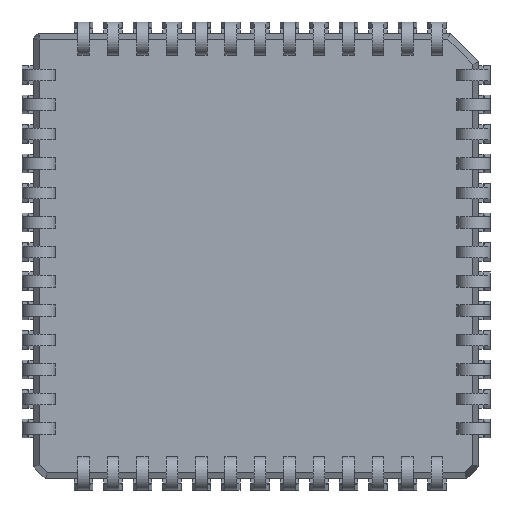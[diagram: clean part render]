
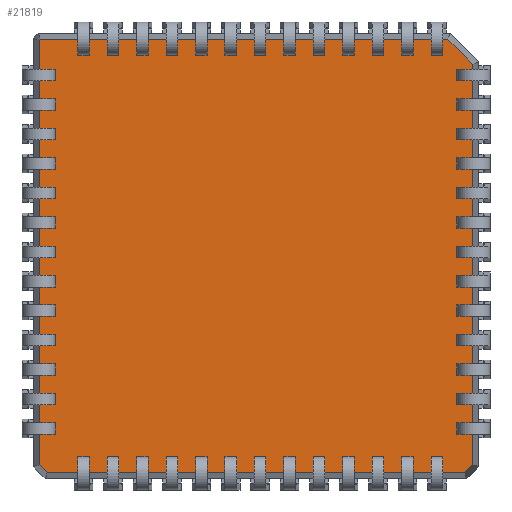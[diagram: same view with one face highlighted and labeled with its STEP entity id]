
A CAD part, front view. The second image highlights one B-rep face of the part: STEP entity #21819.
In plain terms, the highlighted planar face has unit normal (0, -1, 0).
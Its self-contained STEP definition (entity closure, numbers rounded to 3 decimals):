
#16=DIRECTION('',(-0.707,0.,-0.707));
#17=VECTOR('',#16,0.076);
#18=CARTESIAN_POINT('',(-9.296,-2.03,9.35));
#19=LINE('',#18,#17);
#24=DIRECTION('',(-1.,0.,0.));
#25=VECTOR('',#24,17.573);
#26=CARTESIAN_POINT('',(8.276,-2.03,9.35));
#27=LINE('',#26,#25);
#31=DIRECTION('',(-0.707,0.,0.707));
#32=VECTOR('',#31,1.518);
#33=CARTESIAN_POINT('',(9.35,-2.03,8.276));
#34=LINE('',#33,#32);
#38=DIRECTION('',(0.,0.,1.));
#39=VECTOR('',#38,17.273);
#40=CARTESIAN_POINT('',(9.35,-2.03,-8.996));
#41=LINE('',#40,#39);
#45=DIRECTION('',(0.707,0.,0.707));
#46=VECTOR('',#45,0.5);
#47=CARTESIAN_POINT('',(8.996,-2.03,-9.35));
#48=LINE('',#47,#46);
#52=DIRECTION('',(1.,0.,0.));
#53=VECTOR('',#52,17.993);
#54=CARTESIAN_POINT('',(-8.996,-2.03,-9.35));
#55=LINE('',#54,#53);
#59=DIRECTION('',(0.707,0.,-0.707));
#60=VECTOR('',#59,0.5);
#61=CARTESIAN_POINT('',(-9.35,-2.03,-8.996));
#62=LINE('',#61,#60);
#66=DIRECTION('',(0.,0.,-1.));
#67=VECTOR('',#66,18.293);
#68=CARTESIAN_POINT('',(-9.35,-2.03,9.296));
#69=LINE('',#68,#67);
#18536=CARTESIAN_POINT('',(-9.296,-2.03,9.35));
#18537=CARTESIAN_POINT('',(-9.35,-2.03,9.296));
#18538=VERTEX_POINT('',#18536);
#18539=VERTEX_POINT('',#18537);
#18542=CARTESIAN_POINT('',(-9.35,-2.03,-8.996));
#18543=VERTEX_POINT('',#18542);
#18544=CARTESIAN_POINT('',(-8.996,-2.03,-9.35));
#18545=VERTEX_POINT('',#18544);
#18546=CARTESIAN_POINT('',(8.996,-2.03,-9.35));
#18547=VERTEX_POINT('',#18546);
#18548=CARTESIAN_POINT('',(9.35,-2.03,-8.996));
#18549=VERTEX_POINT('',#18548);
#18550=CARTESIAN_POINT('',(9.35,-2.03,8.276));
#18551=VERTEX_POINT('',#18550);
#18552=CARTESIAN_POINT('',(8.276,-2.03,9.35));
#18553=VERTEX_POINT('',#18552);
#21796=CARTESIAN_POINT('',(0.,-2.03,0.));
#21797=DIRECTION('',(0.,1.,0.));
#21798=DIRECTION('',(1.,0.,0.));
#21799=AXIS2_PLACEMENT_3D('',#21796,#21797,#21798);
#21800=PLANE('',#21799);
#21802=ORIENTED_EDGE('',*,*,#21801,.F.);
#21804=ORIENTED_EDGE('',*,*,#21803,.F.);
#21806=ORIENTED_EDGE('',*,*,#21805,.F.);
#21808=ORIENTED_EDGE('',*,*,#21807,.F.);
#21810=ORIENTED_EDGE('',*,*,#21809,.F.);
#21812=ORIENTED_EDGE('',*,*,#21811,.F.);
#21814=ORIENTED_EDGE('',*,*,#21813,.F.);
#21816=ORIENTED_EDGE('',*,*,#21815,.F.);
#21817=EDGE_LOOP('',(#21802,#21804,#21806,#21808,#21810,#21812,#21814,#21816));
#21818=FACE_OUTER_BOUND('',#21817,.F.);
#21819=ADVANCED_FACE('',(#21818),#21800,.F.);
#21801=EDGE_CURVE('',#18538,#18539,#19,.T.);
#21803=EDGE_CURVE('',#18553,#18538,#27,.T.);
#21805=EDGE_CURVE('',#18551,#18553,#34,.T.);
#21807=EDGE_CURVE('',#18549,#18551,#41,.T.);
#21809=EDGE_CURVE('',#18547,#18549,#48,.T.);
#21811=EDGE_CURVE('',#18545,#18547,#55,.T.);
#21813=EDGE_CURVE('',#18543,#18545,#62,.T.);
#21815=EDGE_CURVE('',#18539,#18543,#69,.T.);
